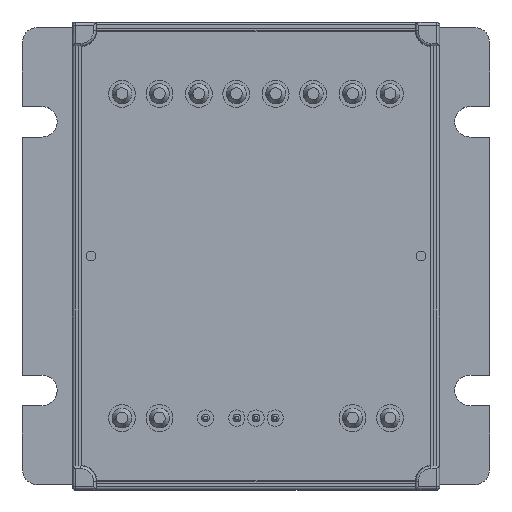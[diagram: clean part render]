
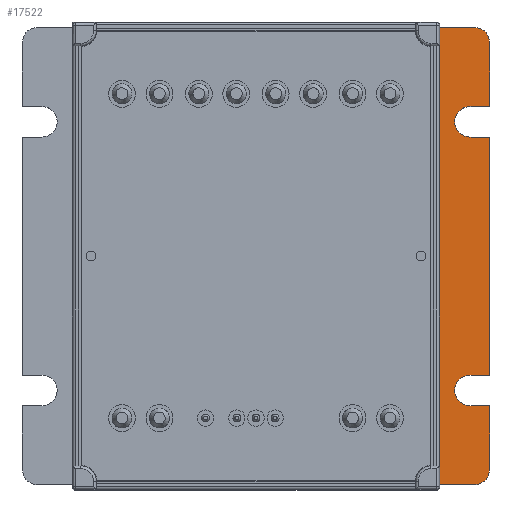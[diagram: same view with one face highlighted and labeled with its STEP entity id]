
A CAD part, top view. The second image highlights one B-rep face of the part: STEP entity #17522.
In plain terms, the highlighted planar face has unit normal (0, 0, 1).
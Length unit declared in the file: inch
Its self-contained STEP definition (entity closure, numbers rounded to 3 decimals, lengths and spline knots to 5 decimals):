
#14085 = CARTESIAN_POINT ( 'NONE',  ( -5.65815, -7.38727, 0.003 ) ) ;
#14086 = CARTESIAN_POINT ( 'NONE',  ( -5.57797, -7.38727, 0.003 ) ) ;
#14137 = PLANE ( 'NONE',  #14179 ) ;
#14147 = CARTESIAN_POINT ( 'NONE',  ( -5.80515, -7.06339, 0.003 ) ) ;
#14173 = CARTESIAN_POINT ( 'NONE',  ( -5.80515, -8.93661, 0.003 ) ) ;
#14177 = FACE_OUTER_BOUND ( 'NONE', #17533, .T. ) ;
#14179 = AXIS2_PLACEMENT_3D ( 'NONE', #14205, #14204, #14203 ) ;
#14198 = DIRECTION ( 'NONE',  ( 0., -1., 0. ) ) ;
#14199 = VECTOR ( 'NONE', #14198, 39.37008 ) ;
#14200 = CARTESIAN_POINT ( 'NONE',  ( -5.80515, -7.94258, 0.003 ) ) ;
#14203 = DIRECTION ( 'NONE',  ( 1., 0., 0. ) ) ;
#14204 = DIRECTION ( 'NONE',  ( 0., 0., 1. ) ) ;
#14205 = CARTESIAN_POINT ( 'NONE',  ( -5.67382, -7.94258, 0.003 ) ) ;
#14206 = LINE ( 'NONE', #14200, #14199 ) ;
#14212 = LINE ( 'NONE', #14255, #14254 ) ;
#14252 = AXIS2_PLACEMENT_3D ( 'NONE', #14288, #14278, #14277 ) ;
#14253 = DIRECTION ( 'NONE',  ( -1., 0., 0. ) ) ;
#14254 = VECTOR ( 'NONE', #14253, 39.37008 ) ;
#14255 = CARTESIAN_POINT ( 'NONE',  ( -5.65815, -7.38727, 0.003 ) ) ;
#14277 = DIRECTION ( 'NONE',  ( -1., 0., 0. ) ) ;
#14278 = DIRECTION ( 'NONE',  ( 0., 0., -1. ) ) ;
#14288 = CARTESIAN_POINT ( 'NONE',  ( -5.65815, -7.44977, 0.003 ) ) ;
#14289 = CIRCLE ( 'NONE', #14252, 0.0625 ) ;
#14351 = CARTESIAN_POINT ( 'NONE',  ( -5.57797, -7.51227, 0.003 ) ) ;
#14353 = CARTESIAN_POINT ( 'NONE',  ( -5.65815, -8.48773, 0.003 ) ) ;
#14356 = CARTESIAN_POINT ( 'NONE',  ( -5.65815, -7.51227, 0.003 ) ) ;
#14366 = CARTESIAN_POINT ( 'NONE',  ( -5.57797, -8.48773, 0.003 ) ) ;
#14393 = CARTESIAN_POINT ( 'NONE',  ( -5.57797, -8.61273, 0.003 ) ) ;
#14397 = CARTESIAN_POINT ( 'NONE',  ( -5.57797, -8.87461, 0.003 ) ) ;
#14399 = DIRECTION ( 'NONE',  ( 1., 0., 0. ) ) ;
#14400 = VECTOR ( 'NONE', #14399, 39.37008 ) ;
#14401 = CARTESIAN_POINT ( 'NONE',  ( -5.65815, -8.61273, 0.003 ) ) ;
#14402 = LINE ( 'NONE', #14401, #14400 ) ;
#14421 = CARTESIAN_POINT ( 'NONE',  ( -5.65815, -8.61273, 0.003 ) ) ;
#14447 = LINE ( 'NONE', #14489, #14488 ) ;
#14452 = DIRECTION ( 'NONE',  ( -1., 0., 0. ) ) ;
#14453 = VECTOR ( 'NONE', #14452, 39.37008 ) ;
#14454 = CARTESIAN_POINT ( 'NONE',  ( -5.80515, -8.93661, 0.003 ) ) ;
#14459 = LINE ( 'NONE', #14454, #14453 ) ;
#14468 = CARTESIAN_POINT ( 'NONE',  ( -5.65815, -8.55023, 0.003 ) ) ;
#14469 = CARTESIAN_POINT ( 'NONE',  ( -5.63997, -8.87461, 0.003 ) ) ;
#14470 = CIRCLE ( 'NONE', #14522, 0.0625 ) ;
#14487 = DIRECTION ( 'NONE',  ( -1., 0., 0. ) ) ;
#14488 = VECTOR ( 'NONE', #14487, 39.37008 ) ;
#14489 = CARTESIAN_POINT ( 'NONE',  ( -5.57797, -8.48773, 0.003 ) ) ;
#14490 = CIRCLE ( 'NONE', #14556, 0.062 ) ;
#14501 = DIRECTION ( 'NONE',  ( 1., 0., 0. ) ) ;
#14502 = VECTOR ( 'NONE', #14501, 39.37008 ) ;
#14506 = CARTESIAN_POINT ( 'NONE',  ( -5.57797, -7.12539, 0.003 ) ) ;
#14507 = DIRECTION ( 'NONE',  ( 0., -1., 0. ) ) ;
#14508 = VECTOR ( 'NONE', #14507, 39.37008 ) ;
#14509 = CARTESIAN_POINT ( 'NONE',  ( -5.57797, -8.52323, 0.003 ) ) ;
#14510 = LINE ( 'NONE', #14509, #14508 ) ;
#14511 = CARTESIAN_POINT ( 'NONE',  ( -7.265, -7.06339, 0.003 ) ) ;
#14512 = LINE ( 'NONE', #14511, #14502 ) ;
#14520 = DIRECTION ( 'NONE',  ( -1., 0., 0. ) ) ;
#14521 = DIRECTION ( 'NONE',  ( 0., 0., -1. ) ) ;
#14522 = AXIS2_PLACEMENT_3D ( 'NONE', #14468, #14521, #14520 ) ;
#14535 = CARTESIAN_POINT ( 'NONE',  ( -5.63997, -8.93661, 0.003 ) ) ;
#14548 = DIRECTION ( 'NONE',  ( 1., 0., 0. ) ) ;
#14549 = DIRECTION ( 'NONE',  ( 0., 0., -1. ) ) ;
#14556 = AXIS2_PLACEMENT_3D ( 'NONE', #14469, #14549, #14548 ) ;
#14589 = LINE ( 'NONE', #14601, #14600 ) ;
#14599 = DIRECTION ( 'NONE',  ( 0., -1., 0. ) ) ;
#14600 = VECTOR ( 'NONE', #14599, 39.37008 ) ;
#14601 = CARTESIAN_POINT ( 'NONE',  ( -5.57797, -8.69772, 0.003 ) ) ;
#14608 = DIRECTION ( 'NONE',  ( -1., 0., 0. ) ) ;
#14609 = DIRECTION ( 'NONE',  ( 0., 0., -1. ) ) ;
#14610 = CARTESIAN_POINT ( 'NONE',  ( -5.63997, -7.12539, 0.003 ) ) ;
#14611 = AXIS2_PLACEMENT_3D ( 'NONE', #14610, #14609, #14608 ) ;
#14616 = CIRCLE ( 'NONE', #14611, 0.062 ) ;
#14715 = LINE ( 'NONE', #14767, #14766 ) ;
#14765 = DIRECTION ( 'NONE',  ( 0., -1., 0. ) ) ;
#14766 = VECTOR ( 'NONE', #14765, 39.37008 ) ;
#14767 = CARTESIAN_POINT ( 'NONE',  ( -5.57797, -7.38727, 0.003 ) ) ;
#14815 = CARTESIAN_POINT ( 'NONE',  ( -5.63997, -7.06339, 0.003 ) ) ;
#17266 = CARTESIAN_POINT ( 'NONE',  ( -5.57797, -7.51227, 0.003 ) ) ;
#17287 = DIRECTION ( 'NONE',  ( 1., 0., 0. ) ) ;
#17288 = VECTOR ( 'NONE', #17287, 39.37008 ) ;
#17301 = LINE ( 'NONE', #17266, #17288 ) ;
#17493 = VERTEX_POINT ( 'NONE', #14086 ) ;
#17494 = VERTEX_POINT ( 'NONE', #14085 ) ;
#17504 = EDGE_CURVE ( 'NONE', #17560, #17564, #17301, .T. ) ;
#17515 = VERTEX_POINT ( 'NONE', #14147 ) ;
#17519 = VERTEX_POINT ( 'NONE', #14173 ) ;
#17522 = ADVANCED_FACE ( 'NONE', ( #14177 ), #14137, .T. ) ;
#17523 = EDGE_CURVE ( 'NONE', #17515, #17519, #14206, .T. ) ;
#17533 = EDGE_LOOP ( 'NONE', ( #17660, #17622, #17631, #17635, #17627, #17638, #17624, #17717, #17637, #17730, #17641, #17619, #17690, #17668 ) ) ;
#17544 = EDGE_CURVE ( 'NONE', #17493, #17494, #14212, .T. ) ;
#17549 = EDGE_CURVE ( 'NONE', #17560, #17494, #14289, .T. ) ;
#17560 = VERTEX_POINT ( 'NONE', #14356 ) ;
#17563 = VERTEX_POINT ( 'NONE', #14353 ) ;
#17564 = VERTEX_POINT ( 'NONE', #14351 ) ;
#17573 = VERTEX_POINT ( 'NONE', #14366 ) ;
#17579 = EDGE_CURVE ( 'NONE', #17602, #17588, #14402, .T. ) ;
#17582 = VERTEX_POINT ( 'NONE', #14397 ) ;
#17588 = VERTEX_POINT ( 'NONE', #14393 ) ;
#17602 = VERTEX_POINT ( 'NONE', #14421 ) ;
#17607 = EDGE_CURVE ( 'NONE', #17655, #17519, #14459, .T. ) ;
#17612 = EDGE_CURVE ( 'NONE', #17573, #17563, #14447, .T. ) ;
#17614 = EDGE_CURVE ( 'NONE', #17602, #17563, #14470, .T. ) ;
#17617 = EDGE_CURVE ( 'NONE', #17564, #17573, #14510, .T. ) ;
#17619 = ORIENTED_EDGE ( 'NONE', *, *, #17665, .F. ) ;
#17621 = VERTEX_POINT ( 'NONE', #14506 ) ;
#17622 = ORIENTED_EDGE ( 'NONE', *, *, #17647, .F. ) ;
#17624 = ORIENTED_EDGE ( 'NONE', *, *, #17617, .F. ) ;
#17625 = EDGE_CURVE ( 'NONE', #17515, #17726, #14512, .T. ) ;
#17627 = ORIENTED_EDGE ( 'NONE', *, *, #17614, .T. ) ;
#17631 = ORIENTED_EDGE ( 'NONE', *, *, #17667, .F. ) ;
#17635 = ORIENTED_EDGE ( 'NONE', *, *, #17579, .F. ) ;
#17637 = ORIENTED_EDGE ( 'NONE', *, *, #17549, .T. ) ;
#17638 = ORIENTED_EDGE ( 'NONE', *, *, #17612, .F. ) ;
#17641 = ORIENTED_EDGE ( 'NONE', *, *, #17724, .F. ) ;
#17647 = EDGE_CURVE ( 'NONE', #17582, #17655, #14490, .T. ) ;
#17655 = VERTEX_POINT ( 'NONE', #14535 ) ;
#17660 = ORIENTED_EDGE ( 'NONE', *, *, #17607, .F. ) ;
#17665 = EDGE_CURVE ( 'NONE', #17726, #17621, #14616, .T. ) ;
#17667 = EDGE_CURVE ( 'NONE', #17588, #17582, #14589, .T. ) ;
#17668 = ORIENTED_EDGE ( 'NONE', *, *, #17523, .T. ) ;
#17690 = ORIENTED_EDGE ( 'NONE', *, *, #17625, .F. ) ;
#17717 = ORIENTED_EDGE ( 'NONE', *, *, #17504, .F. ) ;
#17724 = EDGE_CURVE ( 'NONE', #17621, #17493, #14715, .T. ) ;
#17726 = VERTEX_POINT ( 'NONE', #14815 ) ;
#17730 = ORIENTED_EDGE ( 'NONE', *, *, #17544, .F. ) ;
